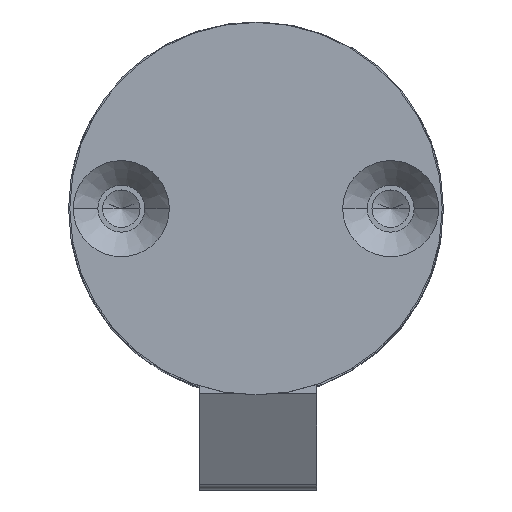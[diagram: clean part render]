
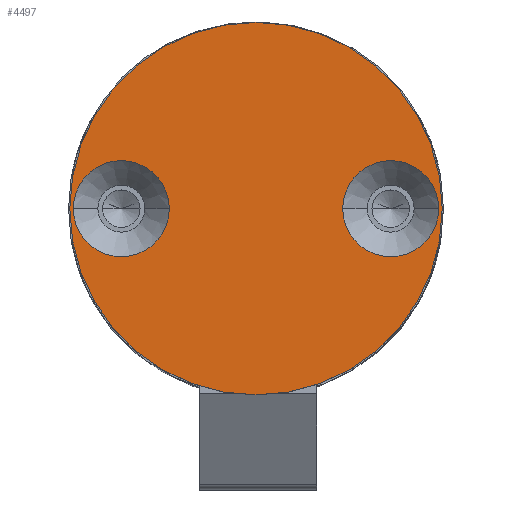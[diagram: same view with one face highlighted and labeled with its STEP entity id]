
A CAD part, top view. The second image highlights one B-rep face of the part: STEP entity #4497.
In plain terms, the highlighted face is planar.
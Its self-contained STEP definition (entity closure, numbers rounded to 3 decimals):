
#5 = VERTEX_POINT ( 'NONE', #3123 ) ;
#33 = CIRCLE ( 'NONE', #194, 2.05 ) ;
#113 = CARTESIAN_POINT ( 'NONE',  ( 7.8, 0., 0. ) ) ;
#187 = CARTESIAN_POINT ( 'NONE',  ( 3.7, 0., 0. ) ) ;
#194 = AXIS2_PLACEMENT_3D ( 'NONE', #3284, #2519, #1277 ) ;
#343 = EDGE_LOOP ( 'NONE', ( #4825, #4107 ) ) ;
#779 = CARTESIAN_POINT ( 'NONE',  ( -5.75, 0., 0. ) ) ;
#835 = CARTESIAN_POINT ( 'NONE',  ( -7.8, 0., 0. ) ) ;
#881 = FACE_BOUND ( 'NONE', #1361, .T. ) ;
#928 = EDGE_LOOP ( 'NONE', ( #1907, #2776 ) ) ;
#983 = FACE_BOUND ( 'NONE', #928, .T. ) ;
#1198 = ORIENTED_EDGE ( 'NONE', *, *, #2126, .F. ) ;
#1277 = DIRECTION ( 'NONE',  ( -1., 0., 0. ) ) ;
#1361 = EDGE_LOOP ( 'NONE', ( #3581, #1198 ) ) ;
#1384 = DIRECTION ( 'NONE',  ( 1., 0., 0. ) ) ;
#1400 = CARTESIAN_POINT ( 'NONE',  ( -3.7, 0., 0. ) ) ;
#1467 = VERTEX_POINT ( 'NONE', #2654 ) ;
#1725 = DIRECTION ( 'NONE',  ( 0., 0., 1. ) ) ;
#1907 = ORIENTED_EDGE ( 'NONE', *, *, #3175, .F. ) ;
#1915 = CIRCLE ( 'NONE', #2574, 7.95 ) ;
#1964 = CARTESIAN_POINT ( 'NONE',  ( 0., 0., 0. ) ) ;
#1997 = CIRCLE ( 'NONE', #3394, 2.05 ) ;
#2015 = CIRCLE ( 'NONE', #2671, 2.05 ) ;
#2094 = AXIS2_PLACEMENT_3D ( 'NONE', #4878, #1725, #1384 ) ;
#2126 = EDGE_CURVE ( 'NONE', #4498, #4308, #1997, .T. ) ;
#2148 = EDGE_CURVE ( 'NONE', #5, #1467, #1915, .T. ) ;
#2214 = DIRECTION ( 'NONE',  ( 0., 0., -1. ) ) ;
#2519 = DIRECTION ( 'NONE',  ( 0., 0., -1. ) ) ;
#2574 = AXIS2_PLACEMENT_3D ( 'NONE', #1964, #2714, #4269 ) ;
#2593 = DIRECTION ( 'NONE',  ( 0., 0., -1. ) ) ;
#2654 = CARTESIAN_POINT ( 'NONE',  ( 7.95, 0., 0. ) ) ;
#2671 = AXIS2_PLACEMENT_3D ( 'NONE', #4532, #2214, #5025 ) ;
#2714 = DIRECTION ( 'NONE',  ( 0., 0., 1. ) ) ;
#2776 = ORIENTED_EDGE ( 'NONE', *, *, #4271, .F. ) ;
#2899 = DIRECTION ( 'NONE',  ( 0., 0., 1. ) ) ;
#2994 = EDGE_CURVE ( 'NONE', #1467, #5, #4293, .T. ) ;
#3101 = DIRECTION ( 'NONE',  ( -1., 0., 0. ) ) ;
#3123 = CARTESIAN_POINT ( 'NONE',  ( -7.95, 0., 0. ) ) ;
#3137 = EDGE_CURVE ( 'NONE', #4308, #4498, #2015, .T. ) ;
#3150 = AXIS2_PLACEMENT_3D ( 'NONE', #3739, #2899, #4839 ) ;
#3175 = EDGE_CURVE ( 'NONE', #4479, #4422, #4709, .T. ) ;
#3284 = CARTESIAN_POINT ( 'NONE',  ( 5.75, 0., 0. ) ) ;
#3304 = FACE_OUTER_BOUND ( 'NONE', #343, .T. ) ;
#3394 = AXIS2_PLACEMENT_3D ( 'NONE', #779, #4508, #3101 ) ;
#3500 = AXIS2_PLACEMENT_3D ( 'NONE', #3798, #2593, #3777 ) ;
#3581 = ORIENTED_EDGE ( 'NONE', *, *, #3137, .F. ) ;
#3637 = PLANE ( 'NONE',  #3150 ) ;
#3739 = CARTESIAN_POINT ( 'NONE',  ( 0., 0., 0. ) ) ;
#3777 = DIRECTION ( 'NONE',  ( -1., 0., 0. ) ) ;
#3798 = CARTESIAN_POINT ( 'NONE',  ( 5.75, 0., 0. ) ) ;
#4107 = ORIENTED_EDGE ( 'NONE', *, *, #2994, .F. ) ;
#4269 = DIRECTION ( 'NONE',  ( 1., 0., 0. ) ) ;
#4271 = EDGE_CURVE ( 'NONE', #4422, #4479, #33, .T. ) ;
#4293 = CIRCLE ( 'NONE', #2094, 7.95 ) ;
#4308 = VERTEX_POINT ( 'NONE', #835 ) ;
#4422 = VERTEX_POINT ( 'NONE', #113 ) ;
#4479 = VERTEX_POINT ( 'NONE', #187 ) ;
#4497 = ADVANCED_FACE ( 'NONE', ( #881, #983, #3304 ), #3637, .F. ) ;
#4498 = VERTEX_POINT ( 'NONE', #1400 ) ;
#4508 = DIRECTION ( 'NONE',  ( 0., 0., -1. ) ) ;
#4532 = CARTESIAN_POINT ( 'NONE',  ( -5.75, 0., 0. ) ) ;
#4709 = CIRCLE ( 'NONE', #3500, 2.05 ) ;
#4825 = ORIENTED_EDGE ( 'NONE', *, *, #2148, .F. ) ;
#4839 = DIRECTION ( 'NONE',  ( 1., 0., 0. ) ) ;
#4878 = CARTESIAN_POINT ( 'NONE',  ( 0., 0., 0. ) ) ;
#5025 = DIRECTION ( 'NONE',  ( -1., 0., 0. ) ) ;
